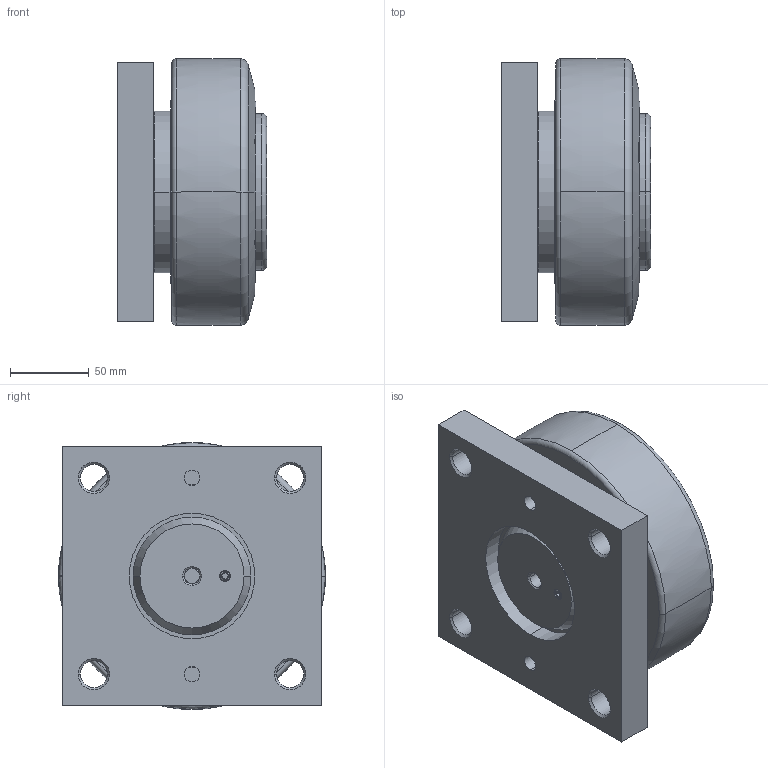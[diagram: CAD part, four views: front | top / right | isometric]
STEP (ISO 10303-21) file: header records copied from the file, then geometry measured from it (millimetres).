
FILE_DESCRIPTION(('STEP AP203'),'1');
FILE_NAME('201_048_010_without_distance_washer.stp','2024-06-19T12:07:13',('TraceParts'),('TraceParts S.A.'),'Spatial InterOp 3D',' ',' ');
FILE_SCHEMA(('CONFIG_CONTROL_DESIGN'));
Length unit declared in the file: millimetre
Products named in the file (1): 1
Bounding box: 95 x 169.96 x 169.96 mm (x, y, z)
Volume: 1766089.1 mm3; surface area: 218973.7 mm2
Topology: 1 solids, 38 shells, 501 faces, 1107 edges, 689 vertices
Faces by surface type: cylinder 176, plane 159, cone 124, torus 42
Entity records: 13976 total; most frequent: DIRECTION 2654, CARTESIAN_POINT 2457, ORIENTED_EDGE 2178, AXIS2_PLACEMENT_3D 1090, EDGE_CURVE 1089, VERTEX_POINT 689, CIRCLE 588, EDGE_LOOP 566
